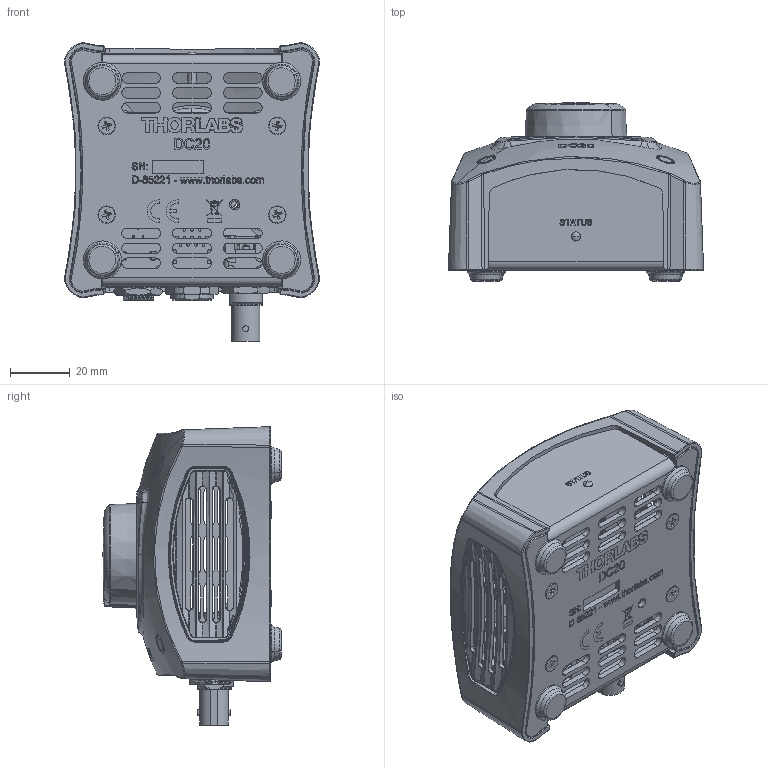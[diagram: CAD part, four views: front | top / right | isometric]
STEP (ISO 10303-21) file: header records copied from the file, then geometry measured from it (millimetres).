
FILE_DESCRIPTION (( 'STEP AP214' ), '1' );
FILE_NAME ('Zusammenbau DC20.STEP', '2017-02-27T11:28:25', ( '' ), ( '' ), 'SwSTEP 2.0', 'SolidWorks 2016', '' );
FILE_SCHEMA (( 'AUTOMOTIVE_DESIGN' ));
Length unit declared in the file: millimetre
Products named in the file (1): Zusammenbau DC20
Bounding box: 85.4 x 59.62 x 99.96 mm (x, y, z)
Volume: 78238.2 mm3; surface area: 86568.7 mm2
Topology: 32 solids, 33 shells, 4574 faces, 12290 edges, 7977 vertices
Faces by surface type: plane 2204, bspline 1103, cylinder 641, cone 337, torus 238, sphere 51
Entity records: 242981 total; most frequent: CARTESIAN_POINT 84705, ORIENTED_EDGE 24576, DIRECTION 19355, EDGE_CURVE 12288, VERTEX_POINT 7977, AXIS2_PLACEMENT_3D 6740, VECTOR 5875, LINE 5875
